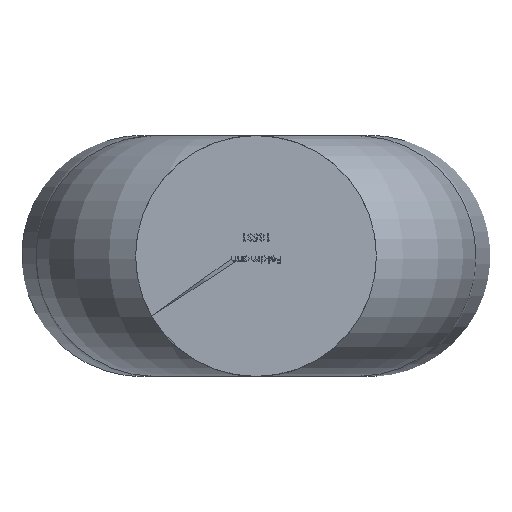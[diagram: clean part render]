
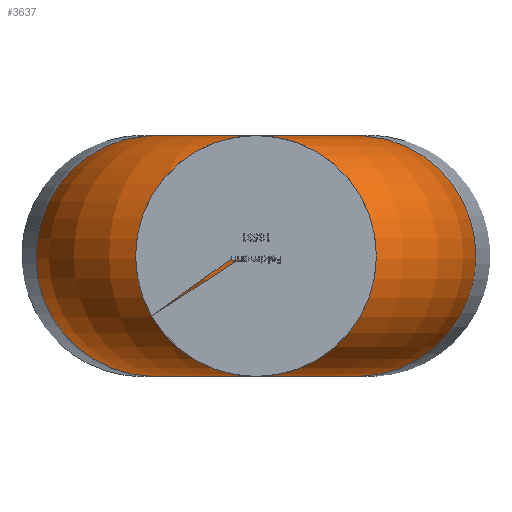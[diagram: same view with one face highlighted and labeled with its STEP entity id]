
A CAD part, front view. The second image highlights one B-rep face of the part: STEP entity #3637.
In plain terms, the highlighted toroidal (fillet/blend) face has major radius 10.49 mm and minor radius 12.51 mm.
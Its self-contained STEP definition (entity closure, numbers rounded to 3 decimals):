
#85 = ORIENTED_EDGE ( 'NONE', *, *, #3187, .F. ) ;
#319 = CIRCLE ( 'NONE', #4815, 11. ) ;
#706 = CARTESIAN_POINT ( 'NONE',  ( 0., 535.5, -12.5 ) ) ;
#715 = CARTESIAN_POINT ( 'NONE',  ( 0., 524.5, -12.5 ) ) ;
#1095 = DIRECTION ( 'NONE',  ( 0., -1., 0. ) ) ;
#1710 = EDGE_LOOP ( 'NONE', ( #85 ) ) ;
#2162 = CARTESIAN_POINT ( 'NONE',  ( 0., 535.5, 0. ) ) ;
#2319 = DIRECTION ( 'NONE',  ( 0., 0., 1. ) ) ;
#2740 = DIRECTION ( 'NONE',  ( 0., -1., 0. ) ) ;
#3124 = FACE_OUTER_BOUND ( 'NONE', #1710, .T. ) ;
#3139 = CARTESIAN_POINT ( 'NONE',  ( 0., 524.5, 12.5 ) ) ;
#3187 = EDGE_CURVE ( 'NONE', #4328, #4328, #4048, .T. ) ;
#3618 = CARTESIAN_POINT ( 'NONE',  ( 0., 535.5, 12.5 ) ) ;
#3637 = ADVANCED_FACE ( 'NONE', ( #6775, #3124 ), #10820, .T. ) ;
#4048 = CIRCLE ( 'NONE', #5950, 11. ) ;
#4328 = VERTEX_POINT ( 'NONE', #3139 ) ;
#4722 = VERTEX_POINT ( 'NONE', #715 ) ;
#4815 = AXIS2_PLACEMENT_3D ( 'NONE', #706, #10665, #10708 ) ;
#5237 = DIRECTION ( 'NONE',  ( 0., 0., 1. ) ) ;
#5950 = AXIS2_PLACEMENT_3D ( 'NONE', #3618, #5237, #1095 ) ;
#6775 = FACE_OUTER_BOUND ( 'NONE', #9735, .T. ) ;
#7017 = ORIENTED_EDGE ( 'NONE', *, *, #7064, .T. ) ;
#7064 = EDGE_CURVE ( 'NONE', #4722, #4722, #319, .T. ) ;
#7410 = AXIS2_PLACEMENT_3D ( 'NONE', #2162, #2319, #2740 ) ;
#9735 = EDGE_LOOP ( 'NONE', ( #7017 ) ) ;
#10665 = DIRECTION ( 'NONE',  ( 0., 0., 1. ) ) ;
#10708 = DIRECTION ( 'NONE',  ( 0., -1., 0. ) ) ;
#10820 = TOROIDAL_SURFACE ( 'NONE', #7410, 10.49, 12.51 ) ;
